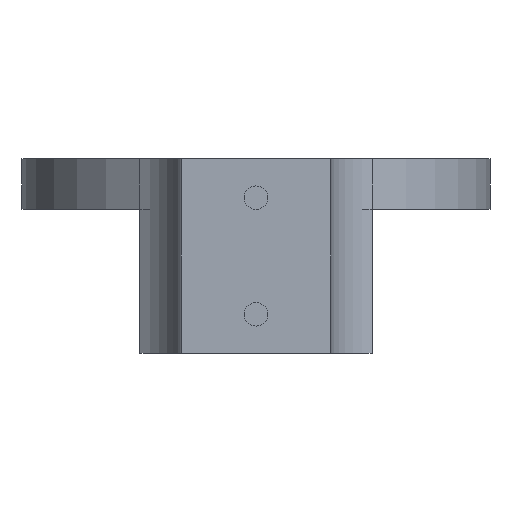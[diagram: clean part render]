
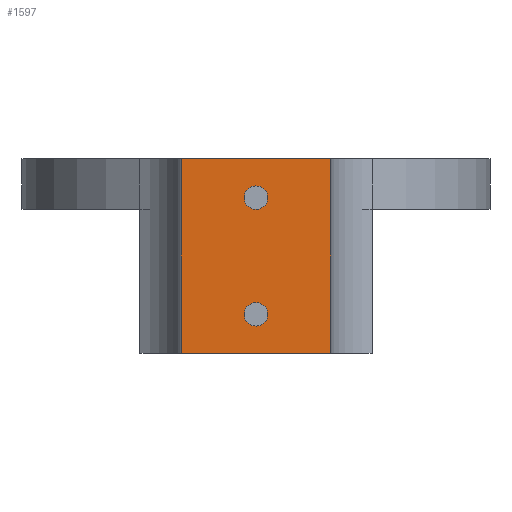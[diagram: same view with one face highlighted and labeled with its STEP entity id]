
A CAD part, left-side view. The second image highlights one B-rep face of the part: STEP entity #1597.
In plain terms, the highlighted planar face has unit normal (-1, 0, 0).
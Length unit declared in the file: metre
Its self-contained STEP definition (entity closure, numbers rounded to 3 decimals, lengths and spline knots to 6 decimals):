
#86=LINE('',#2578,#124);
#103=LINE('',#2731,#141);
#105=LINE('',#2738,#143);
#106=LINE('',#2740,#144);
#124=VECTOR('',#2076,1.);
#141=VECTOR('',#2267,1.);
#143=VECTOR('',#2275,1.);
#144=VECTOR('',#2276,1.);
#381=ORIENTED_EDGE('',*,*,#647,.T.);
#382=ORIENTED_EDGE('',*,*,#648,.T.);
#383=ORIENTED_EDGE('',*,*,#645,.F.);
#384=ORIENTED_EDGE('',*,*,#649,.T.);
#385=ORIENTED_EDGE('',*,*,#650,.T.);
#386=ORIENTED_EDGE('',*,*,#591,.F.);
#591=EDGE_CURVE('',#761,#762,#86,.T.);
#645=EDGE_CURVE('',#809,#761,#103,.T.);
#647=EDGE_CURVE('',#811,#811,#949,.T.);
#648=EDGE_CURVE('',#812,#812,#950,.T.);
#649=EDGE_CURVE('',#809,#813,#105,.T.);
#650=EDGE_CURVE('',#813,#762,#106,.T.);
#761=VERTEX_POINT('',#2577);
#762=VERTEX_POINT('',#2579);
#809=VERTEX_POINT('',#2729);
#811=VERTEX_POINT('',#2735);
#812=VERTEX_POINT('',#2737);
#813=VERTEX_POINT('',#2739);
#949=CIRCLE('',#1831,0.003264);
#950=CIRCLE('',#1832,0.003264);
#1151=EDGE_LOOP('',(#381));
#1152=EDGE_LOOP('',(#382));
#1153=EDGE_LOOP('',(#383,#384,#385,#386));
#1425=FACE_BOUND('',#1151,.T.);
#1426=FACE_BOUND('',#1152,.T.);
#1427=FACE_BOUND('',#1153,.T.);
#1533=PLANE('',#1830);
#1597=ADVANCED_FACE('',(#1425,#1426,#1427),#1533,.T.);
#1830=AXIS2_PLACEMENT_3D('',#2733,#2269,#2270);
#1831=AXIS2_PLACEMENT_3D('',#2734,#2271,#2272);
#1832=AXIS2_PLACEMENT_3D('',#2736,#2273,#2274);
#2076=DIRECTION('',(0.,-1.,0.));
#2267=DIRECTION('',(0.,0.,1.));
#2269=DIRECTION('',(-1.,0.,0.));
#2270=DIRECTION('',(0.,0.,1.));
#2271=DIRECTION('',(1.,0.,0.));
#2272=DIRECTION('',(0.,0.,-1.));
#2273=DIRECTION('',(1.,0.,0.));
#2274=DIRECTION('',(0.,0.,-1.));
#2275=DIRECTION('',(0.,-1.,0.));
#2276=DIRECTION('',(0.,0.,1.));
#2577=CARTESIAN_POINT('',(-0.105,0.020725,-0.02));
#2578=CARTESIAN_POINT('',(-0.105,0.,-0.02));
#2579=CARTESIAN_POINT('',(-0.105,-0.020725,-0.02));
#2729=CARTESIAN_POINT('',(-0.105,0.020725,-0.074));
#2731=CARTESIAN_POINT('',(-0.105,0.020725,-0.074002));
#2733=CARTESIAN_POINT('',(-0.105,0.,-0.074002));
#2734=CARTESIAN_POINT('',(-0.105,0.,-0.0308));
#2735=CARTESIAN_POINT('',(-0.105,0.,-0.034064));
#2736=CARTESIAN_POINT('',(-0.105,0.,-0.0632));
#2737=CARTESIAN_POINT('',(-0.105,0.,-0.066464));
#2738=CARTESIAN_POINT('',(-0.105,0.,-0.074));
#2739=CARTESIAN_POINT('',(-0.105,-0.020725,-0.074));
#2740=CARTESIAN_POINT('',(-0.105,-0.020725,-0.074002));
